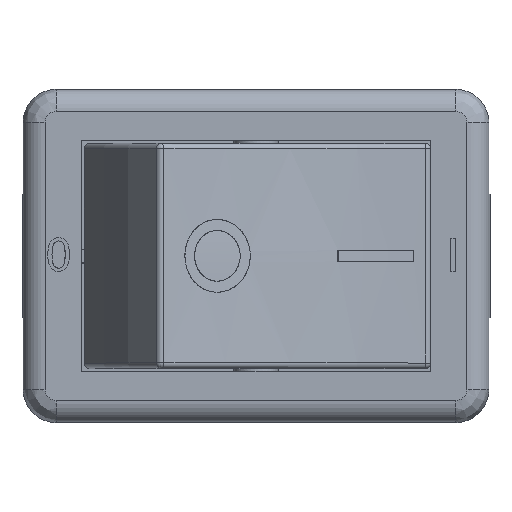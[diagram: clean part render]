
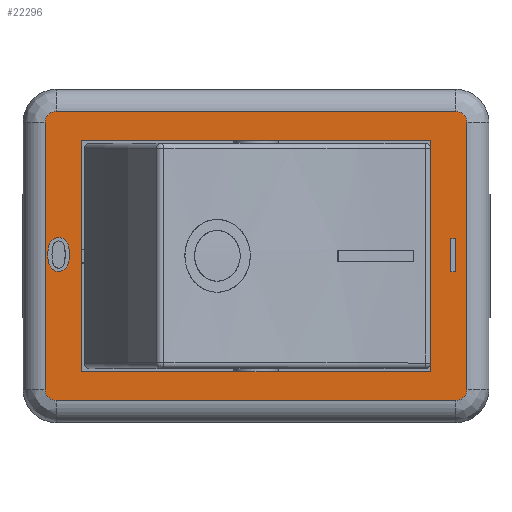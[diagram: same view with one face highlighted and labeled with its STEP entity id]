
A CAD part, top view. The second image highlights one B-rep face of the part: STEP entity #22296.
In plain terms, the highlighted planar face has unit normal (0, 0, 1).
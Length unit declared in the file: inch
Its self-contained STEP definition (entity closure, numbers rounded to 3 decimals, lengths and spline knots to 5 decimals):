
#21851=CARTESIAN_POINT('',(-0.33285,0.00248,0.62992));
#21852=VERTEX_POINT('',#21851);
#21859=CARTESIAN_POINT('',(-0.35207,0.03264,0.62992));
#21860=VERTEX_POINT('',#21859);
#21861=CARTESIAN_POINT('',(-0.35207,0.03264,0.62992));
#21862=CARTESIAN_POINT('',(-0.34734,0.03264,0.62992));
#21863=CARTESIAN_POINT('',(-0.34014,0.02882,0.62992));
#21864=CARTESIAN_POINT('',(-0.3355,0.02161,0.62992));
#21865=CARTESIAN_POINT('',(-0.33285,0.01126,0.62992));
#21866=CARTESIAN_POINT('',(-0.33285,0.00248,0.62992));
#21867=QUASI_UNIFORM_CURVE('',2,(#21861,#21862,#21863,#21864,#21865,#21866),.UNSPECIFIED.,.F.,.U.);
#21868=EDGE_CURVE('',#21860,#21852,#21867,.T.);
#21900=CARTESIAN_POINT('',(-0.35207,-0.02763,0.62992));
#21901=VERTEX_POINT('',#21900);
#21908=CARTESIAN_POINT('',(-0.33285,0.00248,0.62992));
#21909=CARTESIAN_POINT('',(-0.33285,-0.00791,0.62992));
#21910=CARTESIAN_POINT('',(-0.33712,-0.0207,0.62992));
#21911=CARTESIAN_POINT('',(-0.34563,-0.02763,0.62992));
#21912=CARTESIAN_POINT('',(-0.35207,-0.02763,0.62992));
#21913=QUASI_UNIFORM_CURVE('',2,(#21908,#21909,#21910,#21911,#21912),.UNSPECIFIED.,.F.,.U.);
#21914=EDGE_CURVE('',#21852,#21901,#21913,.T.);
#21935=CARTESIAN_POINT('',(-0.36548,-0.02155,0.62992));
#21936=VERTEX_POINT('',#21935);
#21943=CARTESIAN_POINT('',(-0.35207,-0.02763,0.62992));
#21944=CARTESIAN_POINT('',(-0.36062,-0.02763,0.62992));
#21945=CARTESIAN_POINT('',(-0.36548,-0.02155,0.62992));
#21946=QUASI_UNIFORM_CURVE('',2,(#21943,#21944,#21945),.UNSPECIFIED.,.F.,.U.);
#21947=EDGE_CURVE('',#21901,#21936,#21946,.T.);
#21968=CARTESIAN_POINT('',(-0.37133,0.00248,0.62992));
#21969=VERTEX_POINT('',#21968);
#21976=CARTESIAN_POINT('',(-0.36548,-0.02155,0.62992));
#21977=CARTESIAN_POINT('',(-0.37133,-0.01413,0.62992));
#21978=CARTESIAN_POINT('',(-0.37133,0.00248,0.62992));
#21979=QUASI_UNIFORM_CURVE('',2,(#21976,#21977,#21978),.UNSPECIFIED.,.F.,.U.);
#21980=EDGE_CURVE('',#21936,#21969,#21979,.T.);
#22006=CARTESIAN_POINT('',(-0.37133,0.00248,0.62992));
#22007=CARTESIAN_POINT('',(-0.37133,0.01297,0.62992));
#22008=CARTESIAN_POINT('',(-0.36701,0.02575,0.62992));
#22009=CARTESIAN_POINT('',(-0.35855,0.03264,0.62992));
#22010=CARTESIAN_POINT('',(-0.35207,0.03264,0.62992));
#22011=QUASI_UNIFORM_CURVE('',2,(#22006,#22007,#22008,#22009,#22010),.UNSPECIFIED.,.F.,.U.);
#22012=EDGE_CURVE('',#21969,#21860,#22011,.T.);
#22053=CARTESIAN_POINT('',(0.35534,0.03109,0.62992));
#22054=VERTEX_POINT('',#22053);
#22061=CARTESIAN_POINT('',(0.34751,0.03109,0.62992));
#22062=VERTEX_POINT('',#22061);
#22063=CARTESIAN_POINT('',(0.34751,0.03109,0.62992));
#22064=DIRECTION('',(1.0,0.0,0.0));
#22065=VECTOR('',#22064,0.00783);
#22066=LINE('',#22063,#22065);
#22067=EDGE_CURVE('',#22062,#22054,#22066,.T.);
#22091=CARTESIAN_POINT('',(0.35534,-0.02796,0.62992));
#22092=VERTEX_POINT('',#22091);
#22099=CARTESIAN_POINT('',(0.35534,0.03109,0.62992));
#22100=DIRECTION('',(0.0,-1.0,0.0));
#22101=VECTOR('',#22100,0.05906);
#22102=LINE('',#22099,#22101);
#22103=EDGE_CURVE('',#22054,#22092,#22102,.T.);
#22122=CARTESIAN_POINT('',(0.34751,-0.02796,0.62992));
#22123=VERTEX_POINT('',#22122);
#22130=CARTESIAN_POINT('',(0.35534,-0.02796,0.62992));
#22131=DIRECTION('',(-1.0,0.0,0.0));
#22132=VECTOR('',#22131,0.00783);
#22133=LINE('',#22130,#22132);
#22134=EDGE_CURVE('',#22092,#22123,#22133,.T.);
#22152=CARTESIAN_POINT('',(0.34751,-0.02796,0.62992));
#22153=DIRECTION('',(0.0,1.0,0.0));
#22154=VECTOR('',#22153,0.05906);
#22155=LINE('',#22152,#22154);
#22156=EDGE_CURVE('',#22123,#22062,#22155,.T.);
#22174=CARTESIAN_POINT('',(0.,0.,0.62992));
#22175=DIRECTION('',(0.0,0.0,1.0));
#22176=DIRECTION('',(1.0,0.0,0.0));
#22177=AXIS2_PLACEMENT_3D('',#22174,#22175,#22176);
#22178=PLANE('',#22177);
#22179=CARTESIAN_POINT('',(-0.37598,-0.23819,0.62992));
#22180=VERTEX_POINT('',#22179);
#22181=CARTESIAN_POINT('',(-0.37598,0.23819,0.62992));
#22182=VERTEX_POINT('',#22181);
#22183=CARTESIAN_POINT('',(-0.37598,-0.23819,0.62992));
#22184=DIRECTION('',(0.0,1.0,0.0));
#22185=VECTOR('',#22184,0.47638);
#22186=LINE('',#22183,#22185);
#22187=EDGE_CURVE('',#22180,#22182,#22186,.T.);
#22188=ORIENTED_EDGE('',*,*,#22187,.F.);
#22189=CARTESIAN_POINT('',(-0.3563,-0.25787,0.62992));
#22190=VERTEX_POINT('',#22189);
#22191=CARTESIAN_POINT('',(-0.3563,-0.23819,0.62992));
#22192=DIRECTION('',(0.0,0.0,-1.0));
#22193=DIRECTION('',(-0.707,-0.707,0.0));
#22194=AXIS2_PLACEMENT_3D('',#22191,#22192,#22193);
#22195=CIRCLE('',#22194,0.01969);
#22196=EDGE_CURVE('',#22190,#22180,#22195,.T.);
#22197=ORIENTED_EDGE('',*,*,#22196,.F.);
#22198=CARTESIAN_POINT('',(0.3563,-0.25787,0.62992));
#22199=VERTEX_POINT('',#22198);
#22200=CARTESIAN_POINT('',(0.3563,-0.25787,0.62992));
#22201=DIRECTION('',(-1.0,0.0,0.0));
#22202=VECTOR('',#22201,0.7126);
#22203=LINE('',#22200,#22202);
#22204=EDGE_CURVE('',#22199,#22190,#22203,.T.);
#22205=ORIENTED_EDGE('',*,*,#22204,.F.);
#22206=CARTESIAN_POINT('',(0.37598,-0.23819,0.62992));
#22207=VERTEX_POINT('',#22206);
#22208=CARTESIAN_POINT('',(0.3563,-0.23819,0.62992));
#22209=DIRECTION('',(0.0,0.0,-1.0));
#22210=DIRECTION('',(0.707,-0.707,0.0));
#22211=AXIS2_PLACEMENT_3D('',#22208,#22209,#22210);
#22212=CIRCLE('',#22211,0.01969);
#22213=EDGE_CURVE('',#22207,#22199,#22212,.T.);
#22214=ORIENTED_EDGE('',*,*,#22213,.F.);
#22215=CARTESIAN_POINT('',(0.37598,0.23819,0.62992));
#22216=VERTEX_POINT('',#22215);
#22217=CARTESIAN_POINT('',(0.37598,0.23819,0.62992));
#22218=DIRECTION('',(0.0,-1.0,0.0));
#22219=VECTOR('',#22218,0.47638);
#22220=LINE('',#22217,#22219);
#22221=EDGE_CURVE('',#22216,#22207,#22220,.T.);
#22222=ORIENTED_EDGE('',*,*,#22221,.F.);
#22223=CARTESIAN_POINT('',(0.3563,0.25787,0.62992));
#22224=VERTEX_POINT('',#22223);
#22225=CARTESIAN_POINT('',(0.3563,0.23819,0.62992));
#22226=DIRECTION('',(0.0,0.0,-1.0));
#22227=DIRECTION('',(0.707,0.707,0.0));
#22228=AXIS2_PLACEMENT_3D('',#22225,#22226,#22227);
#22229=CIRCLE('',#22228,0.01969);
#22230=EDGE_CURVE('',#22224,#22216,#22229,.T.);
#22231=ORIENTED_EDGE('',*,*,#22230,.F.);
#22232=CARTESIAN_POINT('',(-0.3563,0.25787,0.62992));
#22233=VERTEX_POINT('',#22232);
#22234=CARTESIAN_POINT('',(-0.3563,0.25787,0.62992));
#22235=DIRECTION('',(1.0,0.0,0.0));
#22236=VECTOR('',#22235,0.7126);
#22237=LINE('',#22234,#22236);
#22238=EDGE_CURVE('',#22233,#22224,#22237,.T.);
#22239=ORIENTED_EDGE('',*,*,#22238,.F.);
#22240=CARTESIAN_POINT('',(-0.3563,0.23819,0.62992));
#22241=DIRECTION('',(0.0,0.0,-1.0));
#22242=DIRECTION('',(-0.707,0.707,0.0));
#22243=AXIS2_PLACEMENT_3D('',#22240,#22241,#22242);
#22244=CIRCLE('',#22243,0.01969);
#22245=EDGE_CURVE('',#22182,#22233,#22244,.T.);
#22246=ORIENTED_EDGE('',*,*,#22245,.F.);
#22247=EDGE_LOOP('',(#22188,#22197,#22205,#22214,#22222,#22231,#22239,#22246));
#22248=FACE_OUTER_BOUND('',#22247,.T.);
#22249=CARTESIAN_POINT('',(0.31102,0.20669,0.62992));
#22250=VERTEX_POINT('',#22249);
#22251=CARTESIAN_POINT('',(0.31102,-0.20669,0.62992));
#22252=VERTEX_POINT('',#22251);
#22253=CARTESIAN_POINT('',(0.31102,0.20669,0.62992));
#22254=DIRECTION('',(0.0,-1.0,0.0));
#22255=VECTOR('',#22254,0.41339);
#22256=LINE('',#22253,#22255);
#22257=EDGE_CURVE('',#22250,#22252,#22256,.T.);
#22258=ORIENTED_EDGE('',*,*,#22257,.T.);
#22259=CARTESIAN_POINT('',(-0.31102,-0.20669,0.62992));
#22260=VERTEX_POINT('',#22259);
#22261=CARTESIAN_POINT('',(0.31102,-0.20669,0.62992));
#22262=DIRECTION('',(-1.0,0.0,0.0));
#22263=VECTOR('',#22262,0.62205);
#22264=LINE('',#22261,#22263);
#22265=EDGE_CURVE('',#22252,#22260,#22264,.T.);
#22266=ORIENTED_EDGE('',*,*,#22265,.T.);
#22267=CARTESIAN_POINT('',(-0.31102,0.20669,0.62992));
#22268=VERTEX_POINT('',#22267);
#22269=CARTESIAN_POINT('',(-0.31102,-0.20669,0.62992));
#22270=DIRECTION('',(0.0,1.0,0.0));
#22271=VECTOR('',#22270,0.41339);
#22272=LINE('',#22269,#22271);
#22273=EDGE_CURVE('',#22260,#22268,#22272,.T.);
#22274=ORIENTED_EDGE('',*,*,#22273,.T.);
#22275=CARTESIAN_POINT('',(-0.31102,0.20669,0.62992));
#22276=DIRECTION('',(1.0,0.0,0.0));
#22277=VECTOR('',#22276,0.62205);
#22278=LINE('',#22275,#22277);
#22279=EDGE_CURVE('',#22268,#22250,#22278,.T.);
#22280=ORIENTED_EDGE('',*,*,#22279,.T.);
#22281=EDGE_LOOP('',(#22258,#22266,#22274,#22280));
#22282=FACE_BOUND('',#22281,.T.);
#22283=ORIENTED_EDGE('',*,*,#22067,.T.);
#22284=ORIENTED_EDGE('',*,*,#22103,.T.);
#22285=ORIENTED_EDGE('',*,*,#22134,.T.);
#22286=ORIENTED_EDGE('',*,*,#22156,.T.);
#22287=EDGE_LOOP('',(#22283,#22284,#22285,#22286));
#22288=FACE_BOUND('',#22287,.T.);
#22289=ORIENTED_EDGE('',*,*,#21868,.T.);
#22290=ORIENTED_EDGE('',*,*,#21914,.T.);
#22291=ORIENTED_EDGE('',*,*,#21947,.T.);
#22292=ORIENTED_EDGE('',*,*,#21980,.T.);
#22293=ORIENTED_EDGE('',*,*,#22012,.T.);
#22294=EDGE_LOOP('',(#22289,#22290,#22291,#22292,#22293));
#22295=FACE_BOUND('',#22294,.T.);
#22296=ADVANCED_FACE('',(#22248,#22282,#22288,#22295),#22178,.T.);
